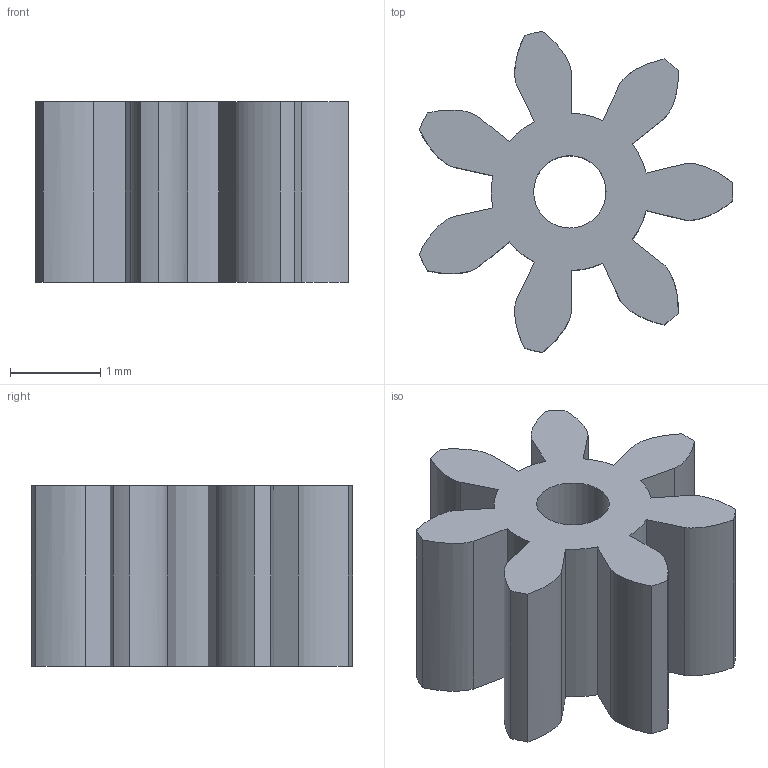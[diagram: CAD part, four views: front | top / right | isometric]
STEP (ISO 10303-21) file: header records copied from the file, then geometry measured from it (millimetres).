
FILE_DESCRIPTION(/* description */ (''),/* implementation_level */ '2;1');
FILE_NAME(/* name */ 'gear-pinion v8.stp',/* time_stamp */ '2017-08-24T17:04:31+09:00',/* author */ (''),/* organization */ (''),/* preprocessor_version */ 'ST-DEVELOPER v16.13',/* originating_system */ 'Autodesk Translation Framework v6.1.1.50',/* authorisation */ '');
FILE_SCHEMA (('AUTOMOTIVE_DESIGN { 1 0 10303 214 3 1 1 }'));
Length unit declared in the file: millimetre
Products named in the file (2): gear-pinion v8; Spur Gear (7 teeth) (1)
Assembly tree (1 placements, depth 2):
  gear-pinion v8
    Spur Gear (7 teeth) (1)
Bounding box: 3.46 x 3.55 x 2 mm (x, y, z)
Volume: 10.4 mm3; surface area: 51.8 mm2
Topology: 1 solids, 1 shells, 45 faces, 129 edges, 86 vertices
Faces by surface type: plane 16, cylinder 15, bspline 14
Full cylindrical faces by diameter (mm): 0.8 x1
Entity records: 2053 total; most frequent: CARTESIAN_POINT 892, ORIENTED_EDGE 256, DIRECTION 198, EDGE_CURVE 128, VERTEX_POINT 86, LINE 70, VECTOR 70, AXIS2_PLACEMENT_3D 64
